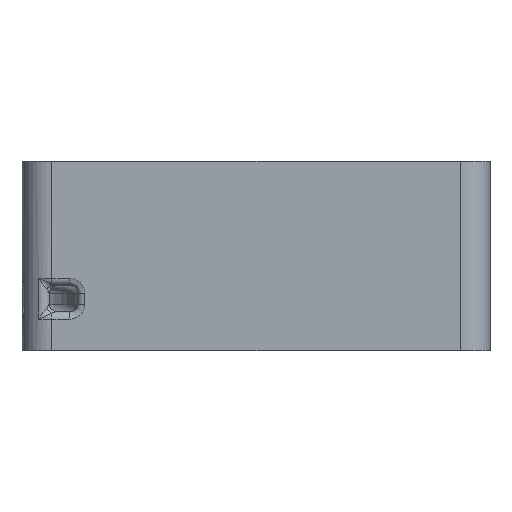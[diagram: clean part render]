
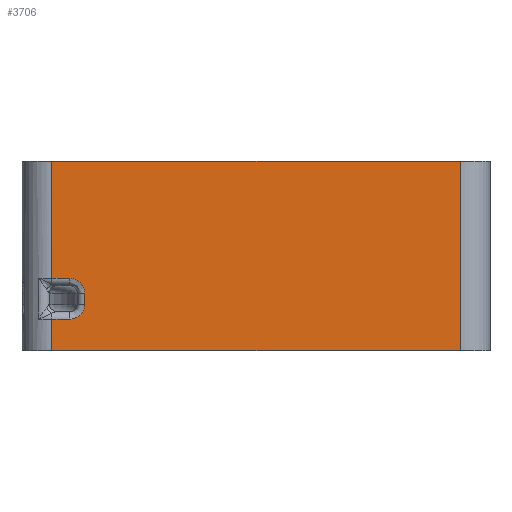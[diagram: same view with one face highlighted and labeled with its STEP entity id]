
A CAD part, left-side view. The second image highlights one B-rep face of the part: STEP entity #3706.
In plain terms, the highlighted planar face has unit normal (-1, 0, 0).
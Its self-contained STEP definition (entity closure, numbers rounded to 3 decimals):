
#82=B_SPLINE_CURVE_WITH_KNOTS('',3,(#6540,#6541,#6542,#6543,#6544,#6545),
 .UNSPECIFIED.,.F.,.F.,(4,1,1,4),(-0.316,-0.225,
-0.135,0.),.UNSPECIFIED.);
#84=B_SPLINE_CURVE_WITH_KNOTS('',3,(#6587,#6588,#6589,#6590,#6591,#6592),
 .UNSPECIFIED.,.F.,.F.,(4,1,1,4),(-0.316,-0.225,
-0.135,0.),.UNSPECIFIED.);
#219=PLANE('',#4116);
#414=FACE_OUTER_BOUND('',#642,.T.);
#642=EDGE_LOOP('',(#3314,#3315,#3316,#3317,#3318,#3319,#3320,#3321,#3322,
#3323));
#698=LINE('',#5403,#997);
#703=LINE('',#5415,#1002);
#721=LINE('',#5486,#1020);
#906=LINE('',#6495,#1205);
#913=LINE('',#6710,#1212);
#915=LINE('',#6715,#1214);
#917=LINE('',#6720,#1216);
#920=LINE('',#6723,#1219);
#997=VECTOR('',#4261,10.);
#1002=VECTOR('',#4272,10.);
#1020=VECTOR('',#4330,10.);
#1205=VECTOR('',#4989,10.);
#1212=VECTOR('',#5044,10.);
#1214=VECTOR('',#5050,10.);
#1216=VECTOR('',#5058,10.);
#1219=VECTOR('',#5061,10.);
#1520=VERTEX_POINT('',#5400);
#1521=VERTEX_POINT('',#5402);
#1525=VERTEX_POINT('',#5414);
#1558=VERTEX_POINT('',#5484);
#1773=VERTEX_POINT('',#6487);
#1775=VERTEX_POINT('',#6493);
#1779=VERTEX_POINT('',#6538);
#1780=VERTEX_POINT('',#6539);
#1783=VERTEX_POINT('',#6586);
#1792=VERTEX_POINT('',#6713);
#1889=EDGE_CURVE('',#1520,#1521,#698,.T.);
#1895=EDGE_CURVE('',#1525,#1521,#703,.T.);
#1931=EDGE_CURVE('',#1558,#1520,#721,.T.);
#2261=EDGE_CURVE('',#1775,#1773,#906,.T.);
#2268=EDGE_CURVE('',#1779,#1780,#82,.T.);
#2272=EDGE_CURVE('',#1783,#1775,#84,.T.);
#2291=EDGE_CURVE('',#1780,#1783,#913,.T.);
#2294=EDGE_CURVE('',#1792,#1779,#915,.T.);
#2297=EDGE_CURVE('',#1773,#1558,#917,.T.);
#2300=EDGE_CURVE('',#1525,#1792,#920,.T.);
#3314=ORIENTED_EDGE('',*,*,#1889,.F.);
#3315=ORIENTED_EDGE('',*,*,#1931,.F.);
#3316=ORIENTED_EDGE('',*,*,#2297,.F.);
#3317=ORIENTED_EDGE('',*,*,#2261,.F.);
#3318=ORIENTED_EDGE('',*,*,#2272,.F.);
#3319=ORIENTED_EDGE('',*,*,#2291,.F.);
#3320=ORIENTED_EDGE('',*,*,#2268,.F.);
#3321=ORIENTED_EDGE('',*,*,#2294,.F.);
#3322=ORIENTED_EDGE('',*,*,#2300,.F.);
#3323=ORIENTED_EDGE('',*,*,#1895,.T.);
#3706=ADVANCED_FACE('',(#414),#219,.T.);
#4116=AXIS2_PLACEMENT_3D('',#6832,#5189,#5190);
#4261=DIRECTION('',(0.,0.,-1.));
#4272=DIRECTION('',(0.,-1.,0.));
#4330=DIRECTION('',(0.,-1.,0.));
#4989=DIRECTION('',(0.,1.,0.));
#5044=DIRECTION('',(0.,0.,1.));
#5050=DIRECTION('',(0.,-1.,0.));
#5058=DIRECTION('',(0.,0.,1.));
#5061=DIRECTION('',(0.,0.,1.));
#5189=DIRECTION('center_axis',(-1.,0.,0.));
#5190=DIRECTION('ref_axis',(0.,0.,1.));
#5400=CARTESIAN_POINT('',(-5.,-3.,25.5));
#5402=CARTESIAN_POINT('',(-5.,-3.,0.));
#5403=CARTESIAN_POINT('',(-5.,-3.,12.375));
#5414=CARTESIAN_POINT('',(-5.,52.,0.));
#5415=CARTESIAN_POINT('',(-5.,56.,0.));
#5484=CARTESIAN_POINT('',(-5.,52.,25.5));
#5486=CARTESIAN_POINT('',(-5.,56.,25.5));
#6487=CARTESIAN_POINT('',(-5.,52.,9.75));
#6493=CARTESIAN_POINT('',(-5.,49.577,9.75));
#6495=CARTESIAN_POINT('',(-5.,40.125,9.75));
#6538=CARTESIAN_POINT('',(-5.,49.577,4.25));
#6539=CARTESIAN_POINT('',(-5.,47.559,6.25));
#6540=CARTESIAN_POINT('Ctrl Pts',(-5.,49.577,4.25));
#6541=CARTESIAN_POINT('Ctrl Pts',(-5.,49.277,4.25));
#6542=CARTESIAN_POINT('Ctrl Pts',(-5.,48.676,4.385));
#6543=CARTESIAN_POINT('Ctrl Pts',(-5.,47.826,5.051));
#6544=CARTESIAN_POINT('Ctrl Pts',(-5.,47.559,5.799));
#6545=CARTESIAN_POINT('Ctrl Pts',(-5.,47.559,6.25));
#6586=CARTESIAN_POINT('',(-5.,47.559,7.75));
#6587=CARTESIAN_POINT('Ctrl Pts',(-5.,47.559,7.75));
#6588=CARTESIAN_POINT('Ctrl Pts',(-5.,47.559,8.051));
#6589=CARTESIAN_POINT('Ctrl Pts',(-5.,47.698,8.651));
#6590=CARTESIAN_POINT('Ctrl Pts',(-5.,48.377,9.491));
#6591=CARTESIAN_POINT('Ctrl Pts',(-5.,49.126,9.75));
#6592=CARTESIAN_POINT('Ctrl Pts',(-5.,49.577,9.75));
#6710=CARTESIAN_POINT('',(-5.,47.559,7.));
#6713=CARTESIAN_POINT('',(-5.,52.,4.25));
#6715=CARTESIAN_POINT('',(-5.,40.125,4.25));
#6720=CARTESIAN_POINT('',(-5.,52.,6.375));
#6723=CARTESIAN_POINT('',(-5.,52.,6.375));
#6832=CARTESIAN_POINT('Origin',(-5.,28.,12.75));
